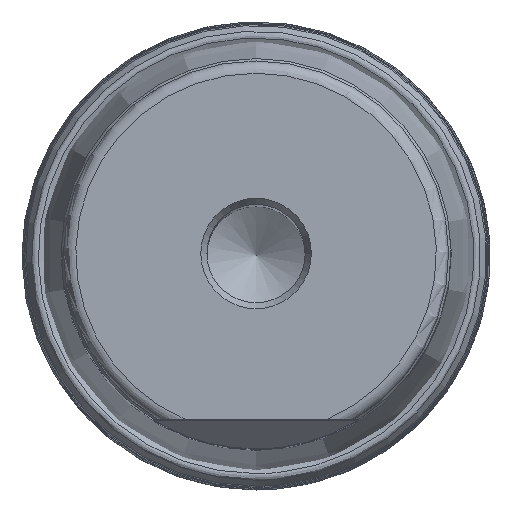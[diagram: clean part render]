
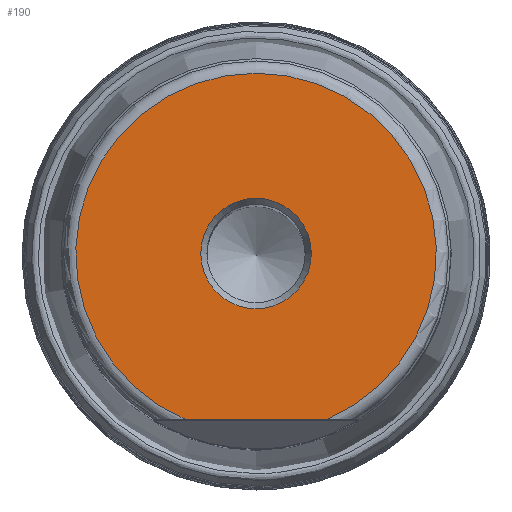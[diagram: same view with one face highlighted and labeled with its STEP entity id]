
A CAD part, top view. The second image highlights one B-rep face of the part: STEP entity #190.
In plain terms, the highlighted planar face has unit normal (0, 0, 1).
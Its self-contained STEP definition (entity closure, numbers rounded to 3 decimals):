
#157=PLANE('',#820);
#190=ADVANCED_FACE('',(#292,#293),#157,.T.);
#251=CIRCLE('',#818,4.5);
#252=CIRCLE('',#819,14.675);
#292=FACE_BOUND('',#373,.T.);
#293=FACE_BOUND('',#374,.T.);
#373=EDGE_LOOP('',(#522));
#374=EDGE_LOOP('',(#523,#524));
#464=LINE('',#1403,#483);
#483=VECTOR('',#917,1.);
#522=ORIENTED_EDGE('',*,*,#716,.T.);
#523=ORIENTED_EDGE('',*,*,#717,.T.);
#524=ORIENTED_EDGE('',*,*,#718,.T.);
#654=VERTEX_POINT('',#1399);
#655=VERTEX_POINT('',#1401);
#656=VERTEX_POINT('',#1402);
#716=EDGE_CURVE('',#654,#654,#251,.T.);
#717=EDGE_CURVE('',#655,#656,#252,.T.);
#718=EDGE_CURVE('',#656,#655,#464,.T.);
#818=AXIS2_PLACEMENT_3D('',#1398,#913,#914);
#819=AXIS2_PLACEMENT_3D('',#1400,#915,#916);
#820=AXIS2_PLACEMENT_3D('',#1404,#918,#919);
#913=DIRECTION('',(0.,0.,-1.));
#914=DIRECTION('',(0.,-1.,0.));
#915=DIRECTION('',(0.,0.,1.));
#916=DIRECTION('',(0.,-1.,0.));
#917=DIRECTION('',(1.,0.,0.));
#918=DIRECTION('',(0.,0.,1.));
#919=DIRECTION('',(0.,-1.,0.));
#1398=CARTESIAN_POINT('',(0.,0.,114.3));
#1399=CARTESIAN_POINT('',(0.,-4.5,114.3));
#1400=CARTESIAN_POINT('',(0.,0.,114.3));
#1401=CARTESIAN_POINT('',(5.783,-13.487,114.3));
#1402=CARTESIAN_POINT('',(-5.783,-13.487,114.3));
#1403=CARTESIAN_POINT('',(-17.5,-13.487,114.3));
#1404=CARTESIAN_POINT('',(0.,0.,114.3));
